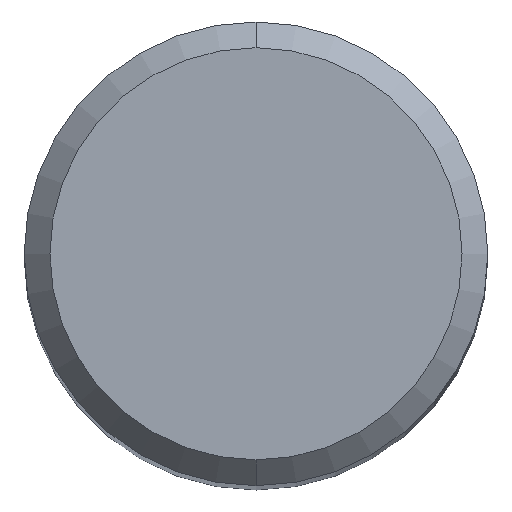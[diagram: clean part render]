
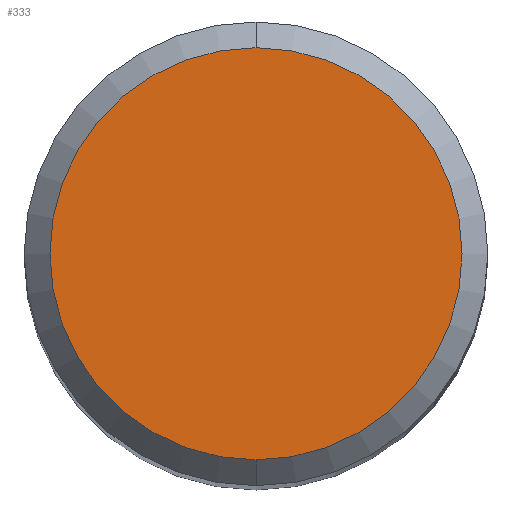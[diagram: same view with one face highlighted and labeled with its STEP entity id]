
A CAD part, top view. The second image highlights one B-rep face of the part: STEP entity #333.
In plain terms, the highlighted planar face has unit normal (0, 0, 1).
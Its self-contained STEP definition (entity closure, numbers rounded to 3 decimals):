
#189=EDGE_CURVE('',#305,#431,#482,.T.);
#245=EDGE_CURVE('',#431,#305,#543,.T.);
#305=VERTEX_POINT('',#613);
#333=ADVANCED_FACE('',(#645),#646,.T.);
#431=VERTEX_POINT('',#748);
#482=CIRCLE('',#823,4.0);
#543=CIRCLE('',#945,4.0);
#613=CARTESIAN_POINT('',(0.,-4.0,47.394));
#645=FACE_OUTER_BOUND('',#1158,.T.);
#646=PLANE('',#1159);
#748=CARTESIAN_POINT('',(0.0,4.0,47.394));
#823=AXIS2_PLACEMENT_3D('',#1433,#1434,#1435);
#945=AXIS2_PLACEMENT_3D('',#1493,#1494,#1495);
#1158=EDGE_LOOP('',(#1644,#1645));
#1159=AXIS2_PLACEMENT_3D('',#1646,#1647,#1648);
#1433=CARTESIAN_POINT('',(0.0,0.0,47.394));
#1434=DIRECTION('',(0.0,0.0,-1.0));
#1435=DIRECTION('',(0.0,1.0,0.0));
#1493=CARTESIAN_POINT('',(0.0,0.0,47.394));
#1494=DIRECTION('',(0.0,0.0,-1.0));
#1495=DIRECTION('',(0.0,1.0,0.0));
#1644=ORIENTED_EDGE('',*,*,#245,.F.);
#1645=ORIENTED_EDGE('',*,*,#189,.F.);
#1646=CARTESIAN_POINT('',(0.0,2.0,47.394));
#1647=DIRECTION('',(-0.0,0.0,1.0));
#1648=DIRECTION('',(0.0,-1.0,0.0));
